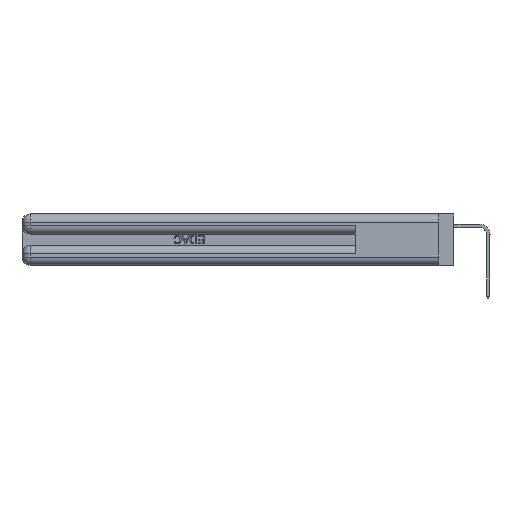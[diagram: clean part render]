
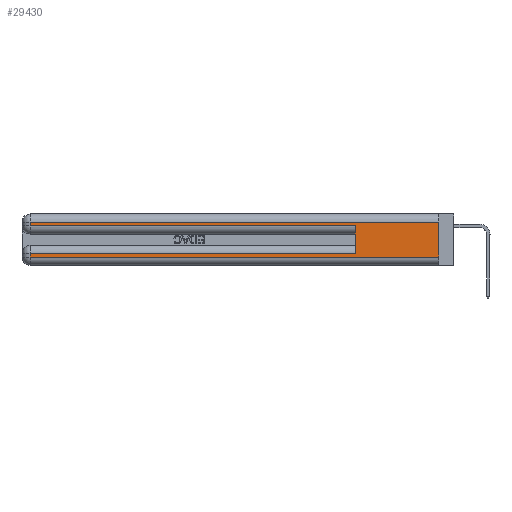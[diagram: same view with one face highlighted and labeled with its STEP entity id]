
A CAD part, left-side view. The second image highlights one B-rep face of the part: STEP entity #29430.
In plain terms, the highlighted planar face has unit normal (-1, 0, 0).
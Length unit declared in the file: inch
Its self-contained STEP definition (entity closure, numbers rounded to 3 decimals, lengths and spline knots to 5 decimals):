
#1037 = EDGE_CURVE ( 'NONE', #20385, #19762, #35606, .T. ) ;
#1851 = DIRECTION ( 'NONE',  ( 0., 0., -1. ) ) ;
#2050 = ORIENTED_EDGE ( 'NONE', *, *, #5235, .T. ) ;
#2756 = CARTESIAN_POINT ( 'NONE',  ( 0., 0., 0.285 ) ) ;
#4218 = LINE ( 'NONE', #2756, #40653 ) ;
#5235 = EDGE_CURVE ( 'NONE', #20235, #23901, #4218, .T. ) ;
#5771 = CARTESIAN_POINT ( 'NONE',  ( 0., 0., 0.085 ) ) ;
#5787 = CARTESIAN_POINT ( 'NONE',  ( 0., 2.94, 0.085 ) ) ;
#6120 = CARTESIAN_POINT ( 'NONE',  ( 0., 2.94, 0.37 ) ) ;
#6937 = EDGE_CURVE ( 'NONE', #25348, #20235, #23657, .T. ) ;
#7123 = CARTESIAN_POINT ( 'NONE',  ( 0., 2.94, 0.285 ) ) ;
#7253 = ORIENTED_EDGE ( 'NONE', *, *, #16133, .F. ) ;
#7267 = VECTOR ( 'NONE', #18944, 39.37008 ) ;
#7379 = VECTOR ( 'NONE', #43093, 39.37008 ) ;
#7783 = VECTOR ( 'NONE', #9376, 39.37008 ) ;
#8045 = LINE ( 'NONE', #6120, #24735 ) ;
#8913 = ORIENTED_EDGE ( 'NONE', *, *, #15859, .T. ) ;
#8978 = CARTESIAN_POINT ( 'NONE',  ( 0., 0., 0.37 ) ) ;
#9376 = DIRECTION ( 'NONE',  ( 0., 1., 0. ) ) ;
#9435 = CARTESIAN_POINT ( 'NONE',  ( 0., 0.6, 0.145 ) ) ;
#10271 = EDGE_LOOP ( 'NONE', ( #21668, #8913, #27920, #2050, #7253, #44458, #22911, #31478 ) ) ;
#12945 = LINE ( 'NONE', #9435, #39873 ) ;
#13521 = DIRECTION ( 'NONE',  ( 0., -1., 0. ) ) ;
#15662 = LINE ( 'NONE', #39867, #7267 ) ;
#15751 = CARTESIAN_POINT ( 'NONE',  ( 0., 0., 0.37 ) ) ;
#15768 = LINE ( 'NONE', #39601, #7379 ) ;
#15859 = EDGE_CURVE ( 'NONE', #20385, #25348, #15768, .T. ) ;
#16133 = EDGE_CURVE ( 'NONE', #33751, #23901, #12945, .T. ) ;
#16633 = DIRECTION ( 'NONE',  ( 0., 0., 1. ) ) ;
#18205 = CARTESIAN_POINT ( 'NONE',  ( 0., 0.6, 0.285 ) ) ;
#18944 = DIRECTION ( 'NONE',  ( 0., -1., 0. ) ) ;
#19762 = VERTEX_POINT ( 'NONE', #43182 ) ;
#19794 = DIRECTION ( 'NONE',  ( 1., 0., 0. ) ) ;
#20235 = VERTEX_POINT ( 'NONE', #7123 ) ;
#20385 = VERTEX_POINT ( 'NONE', #43596 ) ;
#20528 = DIRECTION ( 'NONE',  ( 0., 0., -1. ) ) ;
#21620 = EDGE_CURVE ( 'NONE', #33751, #38653, #43006, .T. ) ;
#21668 = ORIENTED_EDGE ( 'NONE', *, *, #1037, .F. ) ;
#22911 = ORIENTED_EDGE ( 'NONE', *, *, #35895, .T. ) ;
#23213 = CARTESIAN_POINT ( 'NONE',  ( 0., 2.94, 0.37 ) ) ;
#23657 = LINE ( 'NONE', #23213, #42160 ) ;
#23901 = VERTEX_POINT ( 'NONE', #18205 ) ;
#23994 = AXIS2_PLACEMENT_3D ( 'NONE', #8978, #19794, #44173 ) ;
#24566 = EDGE_CURVE ( 'NONE', #44774, #19762, #15662, .T. ) ;
#24735 = VECTOR ( 'NONE', #20528, 39.37008 ) ;
#25348 = VERTEX_POINT ( 'NONE', #32973 ) ;
#26308 = VECTOR ( 'NONE', #26423, 39.37008 ) ;
#26423 = DIRECTION ( 'NONE',  ( 0., 0., -1. ) ) ;
#26770 = CARTESIAN_POINT ( 'NONE',  ( 0., 0.6, 0.085 ) ) ;
#27920 = ORIENTED_EDGE ( 'NONE', *, *, #6937, .T. ) ;
#29430 = ADVANCED_FACE ( 'NONE', ( #35636 ), #40687, .F. ) ;
#31211 = CARTESIAN_POINT ( 'NONE',  ( 0., 2.94, 0.06 ) ) ;
#31478 = ORIENTED_EDGE ( 'NONE', *, *, #24566, .T. ) ;
#32973 = CARTESIAN_POINT ( 'NONE',  ( 0., 2.94, 0.31 ) ) ;
#33751 = VERTEX_POINT ( 'NONE', #26770 ) ;
#35606 = LINE ( 'NONE', #15751, #26308 ) ;
#35636 = FACE_OUTER_BOUND ( 'NONE', #10271, .T. ) ;
#35895 = EDGE_CURVE ( 'NONE', #38653, #44774, #8045, .T. ) ;
#38653 = VERTEX_POINT ( 'NONE', #5787 ) ;
#39601 = CARTESIAN_POINT ( 'NONE',  ( 0., 0., 0.31 ) ) ;
#39867 = CARTESIAN_POINT ( 'NONE',  ( 0., 0., 0.06 ) ) ;
#39873 = VECTOR ( 'NONE', #16633, 39.37008 ) ;
#40653 = VECTOR ( 'NONE', #13521, 39.37008 ) ;
#40687 = PLANE ( 'NONE',  #23994 ) ;
#42160 = VECTOR ( 'NONE', #1851, 39.37008 ) ;
#43006 = LINE ( 'NONE', #5771, #7783 ) ;
#43093 = DIRECTION ( 'NONE',  ( 0., 1., 0. ) ) ;
#43182 = CARTESIAN_POINT ( 'NONE',  ( 0., 0., 0.06 ) ) ;
#43596 = CARTESIAN_POINT ( 'NONE',  ( 0., 0., 0.31 ) ) ;
#44173 = DIRECTION ( 'NONE',  ( 0., 0., -1. ) ) ;
#44458 = ORIENTED_EDGE ( 'NONE', *, *, #21620, .T. ) ;
#44774 = VERTEX_POINT ( 'NONE', #31211 ) ;
